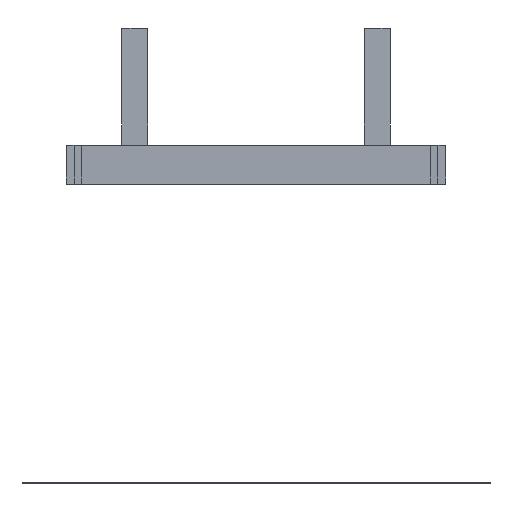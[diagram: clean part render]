
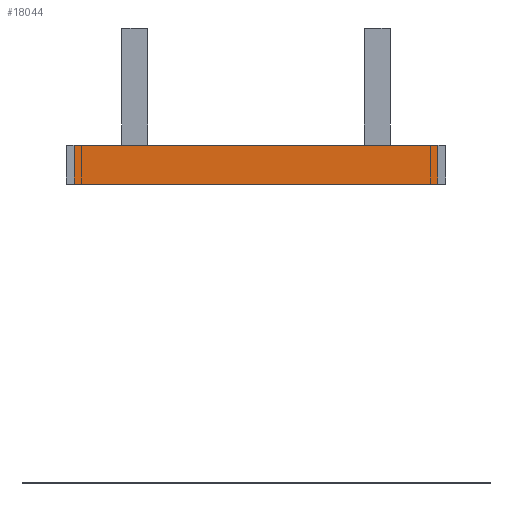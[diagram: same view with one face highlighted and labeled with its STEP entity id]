
A CAD part, left-side view. The second image highlights one B-rep face of the part: STEP entity #18044.
In plain terms, the highlighted planar face has unit normal (-1, 0, 0).
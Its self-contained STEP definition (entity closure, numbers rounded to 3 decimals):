
#14318 = VERTEX_POINT('',#14319);
#14319 = CARTESIAN_POINT('',(-62.75,7.,13.5));
#14328 = PLANE('',#14329);
#14329 = AXIS2_PLACEMENT_3D('',#14330,#14331,#14332);
#14330 = CARTESIAN_POINT('',(-62.5,6.7,13.5));
#14331 = DIRECTION('',(0.,0.,1.));
#14332 = DIRECTION('',(1.,0.,0.));
#14340 = PLANE('',#14341);
#14341 = AXIS2_PLACEMENT_3D('',#14342,#14343,#14344);
#14342 = CARTESIAN_POINT('',(-62.75,7.,12.));
#14343 = DIRECTION('',(0.,1.,0.));
#14344 = DIRECTION('',(0.,0.,1.));
#14352 = EDGE_CURVE('',#14353,#14318,#14355,.T.);
#14353 = VERTEX_POINT('',#14354);
#14354 = CARTESIAN_POINT('',(-62.75,-7.,13.5));
#14355 = SURFACE_CURVE('',#14356,(#14360,#14367),.PCURVE_S1.);
#14356 = LINE('',#14357,#14358);
#14357 = CARTESIAN_POINT('',(-62.75,-7.,13.5));
#14358 = VECTOR('',#14359,1.);
#14359 = DIRECTION('',(0.,1.,0.));
#14360 = PCURVE('',#14328,#14361);
#14361 = DEFINITIONAL_REPRESENTATION('',(#14362),#14366);
#14362 = LINE('',#14363,#14364);
#14363 = CARTESIAN_POINT('',(-0.25,-13.7));
#14364 = VECTOR('',#14365,1.);
#14365 = DIRECTION('',(0.,1.));
#14366 = ( GEOMETRIC_REPRESENTATION_CONTEXT(2) 
PARAMETRIC_REPRESENTATION_CONTEXT() REPRESENTATION_CONTEXT('2D SPACE',''
  ) );
#14367 = PCURVE('',#14368,#14373);
#14368 = PLANE('',#14369);
#14369 = AXIS2_PLACEMENT_3D('',#14370,#14371,#14372);
#14370 = CARTESIAN_POINT('',(-62.75,-7.,12.));
#14371 = DIRECTION('',(1.,0.,0.));
#14372 = DIRECTION('',(0.,0.,1.));
#14373 = DEFINITIONAL_REPRESENTATION('',(#14374),#14378);
#14374 = LINE('',#14375,#14376);
#14375 = CARTESIAN_POINT('',(1.5,0.));
#14376 = VECTOR('',#14377,1.);
#14377 = DIRECTION('',(0.,-1.));
#14378 = ( GEOMETRIC_REPRESENTATION_CONTEXT(2) 
PARAMETRIC_REPRESENTATION_CONTEXT() REPRESENTATION_CONTEXT('2D SPACE',''
  ) );
#14396 = PLANE('',#14397);
#14397 = AXIS2_PLACEMENT_3D('',#14398,#14399,#14400);
#14398 = CARTESIAN_POINT('',(-62.75,-7.,12.));
#14399 = DIRECTION('',(0.,1.,0.));
#14400 = DIRECTION('',(0.,0.,1.));
#15518 = VERTEX_POINT('',#15519);
#15519 = CARTESIAN_POINT('',(-62.75,7.,12.));
#15535 = PLANE('',#15536);
#15536 = AXIS2_PLACEMENT_3D('',#15537,#15538,#15539);
#15537 = CARTESIAN_POINT('',(-62.75,-7.,12.));
#15538 = DIRECTION('',(0.,0.,1.));
#15539 = DIRECTION('',(1.,0.,0.));
#15547 = EDGE_CURVE('',#15518,#14318,#15548,.T.);
#15548 = SURFACE_CURVE('',#15549,(#15553,#15560),.PCURVE_S1.);
#15549 = LINE('',#15550,#15551);
#15550 = CARTESIAN_POINT('',(-62.75,7.,12.));
#15551 = VECTOR('',#15552,1.);
#15552 = DIRECTION('',(0.,0.,1.));
#15553 = PCURVE('',#14340,#15554);
#15554 = DEFINITIONAL_REPRESENTATION('',(#15555),#15559);
#15555 = LINE('',#15556,#15557);
#15556 = CARTESIAN_POINT('',(0.,0.));
#15557 = VECTOR('',#15558,1.);
#15558 = DIRECTION('',(1.,0.));
#15559 = ( GEOMETRIC_REPRESENTATION_CONTEXT(2) 
PARAMETRIC_REPRESENTATION_CONTEXT() REPRESENTATION_CONTEXT('2D SPACE',''
  ) );
#15560 = PCURVE('',#14368,#15561);
#15561 = DEFINITIONAL_REPRESENTATION('',(#15562),#15566);
#15562 = LINE('',#15563,#15564);
#15563 = CARTESIAN_POINT('',(0.,-14.));
#15564 = VECTOR('',#15565,1.);
#15565 = DIRECTION('',(1.,0.));
#15566 = ( GEOMETRIC_REPRESENTATION_CONTEXT(2) 
PARAMETRIC_REPRESENTATION_CONTEXT() REPRESENTATION_CONTEXT('2D SPACE',''
  ) );
#18000 = VERTEX_POINT('',#18001);
#18001 = CARTESIAN_POINT('',(-62.75,-7.,12.));
#18022 = EDGE_CURVE('',#18000,#14353,#18023,.T.);
#18023 = SURFACE_CURVE('',#18024,(#18028,#18035),.PCURVE_S1.);
#18024 = LINE('',#18025,#18026);
#18025 = CARTESIAN_POINT('',(-62.75,-7.,12.));
#18026 = VECTOR('',#18027,1.);
#18027 = DIRECTION('',(0.,0.,1.));
#18028 = PCURVE('',#14396,#18029);
#18029 = DEFINITIONAL_REPRESENTATION('',(#18030),#18034);
#18030 = LINE('',#18031,#18032);
#18031 = CARTESIAN_POINT('',(0.,0.));
#18032 = VECTOR('',#18033,1.);
#18033 = DIRECTION('',(1.,0.));
#18034 = ( GEOMETRIC_REPRESENTATION_CONTEXT(2) 
PARAMETRIC_REPRESENTATION_CONTEXT() REPRESENTATION_CONTEXT('2D SPACE',''
  ) );
#18035 = PCURVE('',#14368,#18036);
#18036 = DEFINITIONAL_REPRESENTATION('',(#18037),#18041);
#18037 = LINE('',#18038,#18039);
#18038 = CARTESIAN_POINT('',(0.,0.));
#18039 = VECTOR('',#18040,1.);
#18040 = DIRECTION('',(1.,0.));
#18041 = ( GEOMETRIC_REPRESENTATION_CONTEXT(2) 
PARAMETRIC_REPRESENTATION_CONTEXT() REPRESENTATION_CONTEXT('2D SPACE',''
  ) );
#18044 = ADVANCED_FACE('',(#18045),#14368,.F.);
#18045 = FACE_BOUND('',#18046,.F.);
#18046 = EDGE_LOOP('',(#18047,#18048,#18069,#18070));
#18047 = ORIENTED_EDGE('',*,*,#18022,.F.);
#18048 = ORIENTED_EDGE('',*,*,#18049,.T.);
#18049 = EDGE_CURVE('',#18000,#15518,#18050,.T.);
#18050 = SURFACE_CURVE('',#18051,(#18055,#18062),.PCURVE_S1.);
#18051 = LINE('',#18052,#18053);
#18052 = CARTESIAN_POINT('',(-62.75,-7.,12.));
#18053 = VECTOR('',#18054,1.);
#18054 = DIRECTION('',(0.,1.,0.));
#18055 = PCURVE('',#14368,#18056);
#18056 = DEFINITIONAL_REPRESENTATION('',(#18057),#18061);
#18057 = LINE('',#18058,#18059);
#18058 = CARTESIAN_POINT('',(0.,0.));
#18059 = VECTOR('',#18060,1.);
#18060 = DIRECTION('',(0.,-1.));
#18061 = ( GEOMETRIC_REPRESENTATION_CONTEXT(2) 
PARAMETRIC_REPRESENTATION_CONTEXT() REPRESENTATION_CONTEXT('2D SPACE',''
  ) );
#18062 = PCURVE('',#15535,#18063);
#18063 = DEFINITIONAL_REPRESENTATION('',(#18064),#18068);
#18064 = LINE('',#18065,#18066);
#18065 = CARTESIAN_POINT('',(0.,0.));
#18066 = VECTOR('',#18067,1.);
#18067 = DIRECTION('',(0.,1.));
#18068 = ( GEOMETRIC_REPRESENTATION_CONTEXT(2) 
PARAMETRIC_REPRESENTATION_CONTEXT() REPRESENTATION_CONTEXT('2D SPACE',''
  ) );
#18069 = ORIENTED_EDGE('',*,*,#15547,.T.);
#18070 = ORIENTED_EDGE('',*,*,#14352,.F.);
